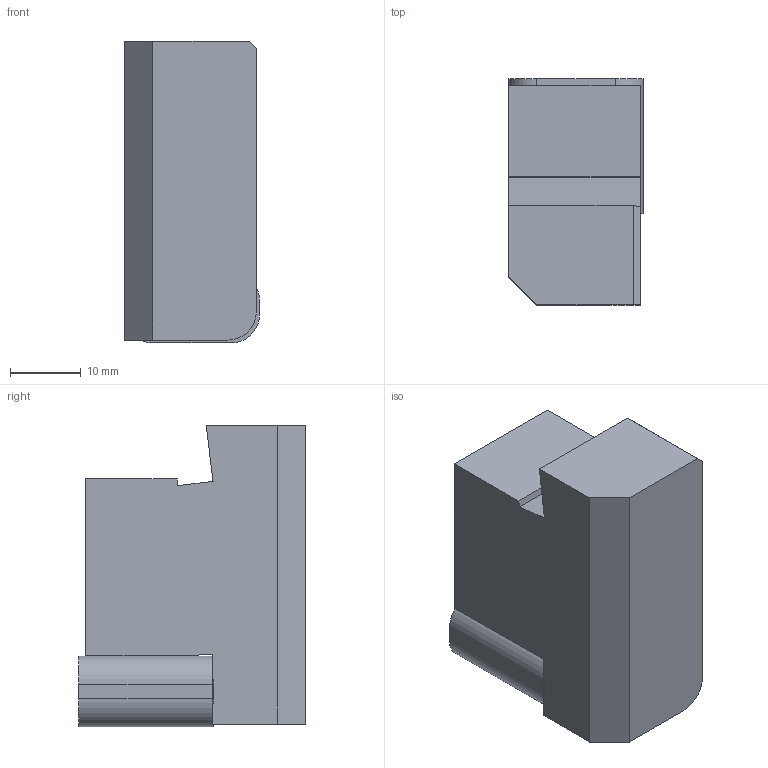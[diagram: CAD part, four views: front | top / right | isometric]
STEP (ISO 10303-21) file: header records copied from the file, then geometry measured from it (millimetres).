
FILE_DESCRIPTION(/* description */ (''),/* implementation_level */ '2;1');
FILE_NAME(/* name */ '1591348934288.stp',/* time_stamp */ '2020-06-05T14:52:34+05:00',/* author */ (''),/* organization */ ('SMS'),/* preprocessor_version */ 'ST-DEVELOPER v16.7',/* originating_system */ 'SIEMENS PLM Software NX 12.0',/* authorisation */ '');
FILE_SCHEMA (('AUTOMOTIVE_DESIGN { 1 0 10303 214 3 1 1 1 }'));
Length unit declared in the file: millimetre
Products named in the file (4): ASSEMBLY_CONSTRUCTION; 203022377mod000_00; 202960015mod000_00; 203022436mod000_00
Assembly tree (3 placements, depth 2):
  203022436mod000_00
    202960015mod000_00
    203022377mod000_00
    ASSEMBLY_CONSTRUCTION
Bounding box: 19.05 x 32 x 42.6 mm (x, y, z)
Volume: 21237.2 mm3; surface area: 6077.5 mm2
Topology: 2 solids, 2 shells, 26 faces, 68 edges, 53 vertices
Faces by surface type: plane 20, cylinder 6
Full cylindrical faces by diameter (mm): 6.35 x1
Entity records: 1057 total; most frequent: CARTESIAN_POINT 233, DIRECTION 149, ORIENTED_EDGE 130, EDGE_CURVE 65, LINE 53, VECTOR 53, AXIS2_PLACEMENT_3D 48, VERTEX_POINT 44
